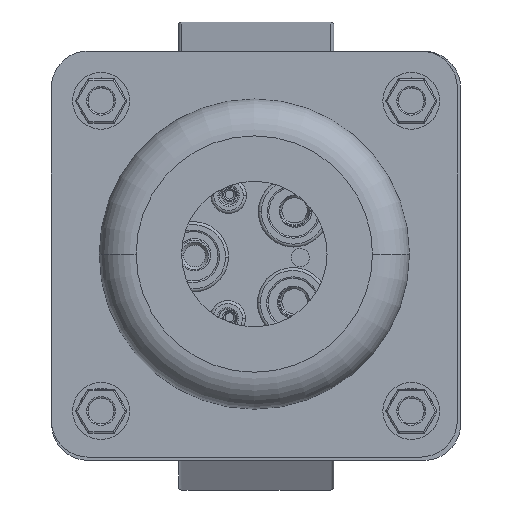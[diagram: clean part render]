
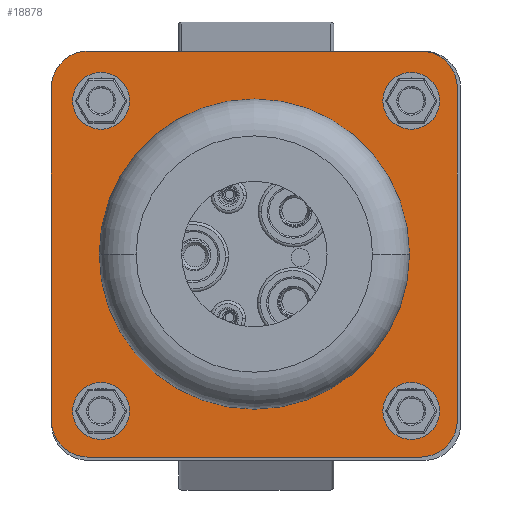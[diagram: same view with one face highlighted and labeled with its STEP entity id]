
A CAD part, front view. The second image highlights one B-rep face of the part: STEP entity #18878.
In plain terms, the highlighted face is planar.
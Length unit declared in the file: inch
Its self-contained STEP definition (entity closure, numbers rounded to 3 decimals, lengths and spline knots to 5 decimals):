
#18349=CARTESIAN_POINT('',(1.12463,0.115,1.12463));
#18350=DIRECTION('',(0.,1.,0.));
#18351=DIRECTION('',(0.,0.,1.));
#18352=AXIS2_PLACEMENT_3D('',#18349,#18350,#18351);
#18354=DIRECTION('',(1.,0.,0.));
#18355=VECTOR('',#18354,2.24926);
#18356=CARTESIAN_POINT('',(-1.12463,0.115,1.37463));
#18357=LINE('',#18356,#18355);
#18358=CARTESIAN_POINT('',(-1.12463,0.115,1.12463));
#18359=DIRECTION('',(0.,1.,0.));
#18360=DIRECTION('',(-1.,0.,0.));
#18361=AXIS2_PLACEMENT_3D('',#18358,#18359,#18360);
#18363=DIRECTION('',(0.,0.,1.));
#18364=VECTOR('',#18363,2.24926);
#18365=CARTESIAN_POINT('',(-1.37463,0.115,-1.12463));
#18366=LINE('',#18365,#18364);
#18367=CARTESIAN_POINT('',(-1.12463,0.115,-1.12463));
#18368=DIRECTION('',(0.,1.,0.));
#18369=DIRECTION('',(0.,0.,-1.));
#18370=AXIS2_PLACEMENT_3D('',#18367,#18368,#18369);
#18372=DIRECTION('',(-1.,0.,0.));
#18373=VECTOR('',#18372,2.24926);
#18374=CARTESIAN_POINT('',(1.12463,0.115,-1.37463));
#18375=LINE('',#18374,#18373);
#18376=CARTESIAN_POINT('',(1.12463,0.115,-1.12463));
#18377=DIRECTION('',(0.,1.,0.));
#18378=DIRECTION('',(1.,0.,0.));
#18379=AXIS2_PLACEMENT_3D('',#18376,#18377,#18378);
#18381=DIRECTION('',(0.,0.,-1.));
#18382=VECTOR('',#18381,2.24926);
#18383=CARTESIAN_POINT('',(1.37463,0.115,1.12463));
#18384=LINE('',#18383,#18382);
#18385=CARTESIAN_POINT('',(-1.04263,0.115,1.03963));
#18386=DIRECTION('',(0.,-1.,0.));
#18387=DIRECTION('',(1.,0.,0.));
#18388=AXIS2_PLACEMENT_3D('',#18385,#18386,#18387);
#18390=CARTESIAN_POINT('',(-1.04263,0.115,1.03963));
#18391=DIRECTION('',(0.,-1.,0.));
#18392=DIRECTION('',(-1.,0.,0.));
#18393=AXIS2_PLACEMENT_3D('',#18390,#18391,#18392);
#18395=CARTESIAN_POINT('',(-1.06463,0.115,-1.06463));
#18396=DIRECTION('',(0.,-1.,0.));
#18397=DIRECTION('',(1.,0.,0.));
#18398=AXIS2_PLACEMENT_3D('',#18395,#18396,#18397);
#18400=CARTESIAN_POINT('',(-1.06463,0.115,-1.06463));
#18401=DIRECTION('',(0.,-1.,0.));
#18402=DIRECTION('',(-1.,0.,0.));
#18403=AXIS2_PLACEMENT_3D('',#18400,#18401,#18402);
#18405=CARTESIAN_POINT('',(1.03763,0.115,1.03763));
#18406=DIRECTION('',(0.,-1.,0.));
#18407=DIRECTION('',(1.,0.,0.));
#18408=AXIS2_PLACEMENT_3D('',#18405,#18406,#18407);
#18410=CARTESIAN_POINT('',(1.03763,0.115,1.03763));
#18411=DIRECTION('',(0.,-1.,0.));
#18412=DIRECTION('',(-1.,0.,0.));
#18413=AXIS2_PLACEMENT_3D('',#18410,#18411,#18412);
#18415=CARTESIAN_POINT('',(1.03763,0.115,-1.06463));
#18416=DIRECTION('',(0.,-1.,0.));
#18417=DIRECTION('',(1.,0.,0.));
#18418=AXIS2_PLACEMENT_3D('',#18415,#18416,#18417);
#18420=CARTESIAN_POINT('',(1.03763,0.115,-1.06463));
#18421=DIRECTION('',(0.,-1.,0.));
#18422=DIRECTION('',(-1.,0.,0.));
#18423=AXIS2_PLACEMENT_3D('',#18420,#18421,#18422);
#18425=CARTESIAN_POINT('',(0.,0.115,0.));
#18426=DIRECTION('',(0.,1.,0.));
#18427=DIRECTION('',(-1.,0.,0.));
#18428=AXIS2_PLACEMENT_3D('',#18425,#18426,#18427);
#18430=CARTESIAN_POINT('',(0.,0.115,0.));
#18431=DIRECTION('',(0.,1.,0.));
#18432=DIRECTION('',(1.,0.,0.));
#18433=AXIS2_PLACEMENT_3D('',#18430,#18431,#18432);
#18575=CARTESIAN_POINT('',(1.37463,0.115,-1.12463));
#18576=VERTEX_POINT('',#18575);
#18577=CARTESIAN_POINT('',(1.12463,0.115,-1.37463));
#18578=VERTEX_POINT('',#18577);
#18583=CARTESIAN_POINT('',(-1.12463,0.115,-1.37463));
#18584=VERTEX_POINT('',#18583);
#18585=CARTESIAN_POINT('',(-1.37463,0.115,-1.12463));
#18586=VERTEX_POINT('',#18585);
#18591=CARTESIAN_POINT('',(-1.37463,0.115,1.12463));
#18592=VERTEX_POINT('',#18591);
#18593=CARTESIAN_POINT('',(-1.12463,0.115,1.37463));
#18594=VERTEX_POINT('',#18593);
#18599=CARTESIAN_POINT('',(1.12463,0.115,1.37463));
#18600=VERTEX_POINT('',#18599);
#18601=CARTESIAN_POINT('',(1.37463,0.115,1.12463));
#18602=VERTEX_POINT('',#18601);
#18607=CARTESIAN_POINT('',(-0.92013,0.115,1.03963));
#18608=CARTESIAN_POINT('',(-1.16513,0.115,1.03963));
#18609=VERTEX_POINT('',#18607);
#18610=VERTEX_POINT('',#18608);
#18615=CARTESIAN_POINT('',(-0.93963,0.115,-1.06463));
#18616=CARTESIAN_POINT('',(-1.18963,0.115,-1.06463));
#18617=VERTEX_POINT('',#18615);
#18618=VERTEX_POINT('',#18616);
#18623=CARTESIAN_POINT('',(1.16263,0.115,1.03763));
#18624=CARTESIAN_POINT('',(0.91263,0.115,1.03763));
#18625=VERTEX_POINT('',#18623);
#18626=VERTEX_POINT('',#18624);
#18631=CARTESIAN_POINT('',(1.16263,0.115,-1.06463));
#18632=CARTESIAN_POINT('',(0.91263,0.115,-1.06463));
#18633=VERTEX_POINT('',#18631);
#18634=VERTEX_POINT('',#18632);
#18635=CARTESIAN_POINT('',(-1.05028,0.115,0.));
#18636=CARTESIAN_POINT('',(1.05028,0.115,0.));
#18637=VERTEX_POINT('',#18635);
#18638=VERTEX_POINT('',#18636);
#18833=CARTESIAN_POINT('',(0.,0.115,0.));
#18834=DIRECTION('',(0.,1.,0.));
#18835=DIRECTION('',(-1.,0.,0.));
#18836=AXIS2_PLACEMENT_3D('',#18833,#18834,#18835);
#18837=PLANE('',#18836);
#18838=ORIENTED_EDGE('',*,*,#18729,.F.);
#18839=ORIENTED_EDGE('',*,*,#18745,.F.);
#18840=ORIENTED_EDGE('',*,*,#18758,.F.);
#18841=ORIENTED_EDGE('',*,*,#18773,.F.);
#18842=ORIENTED_EDGE('',*,*,#18786,.F.);
#18843=ORIENTED_EDGE('',*,*,#18801,.F.);
#18844=ORIENTED_EDGE('',*,*,#18814,.F.);
#18845=ORIENTED_EDGE('',*,*,#18826,.F.);
#18846=EDGE_LOOP('',(#18838,#18839,#18840,#18841,#18842,#18843,#18844,#18845));
#18847=FACE_OUTER_BOUND('',#18846,.F.);
#18849=ORIENTED_EDGE('',*,*,#18848,.F.);
#18851=ORIENTED_EDGE('',*,*,#18850,.F.);
#18852=EDGE_LOOP('',(#18849,#18851));
#18853=FACE_BOUND('',#18852,.F.);
#18855=ORIENTED_EDGE('',*,*,#18854,.F.);
#18857=ORIENTED_EDGE('',*,*,#18856,.F.);
#18858=EDGE_LOOP('',(#18855,#18857));
#18859=FACE_BOUND('',#18858,.F.);
#18861=ORIENTED_EDGE('',*,*,#18860,.F.);
#18863=ORIENTED_EDGE('',*,*,#18862,.F.);
#18864=EDGE_LOOP('',(#18861,#18863));
#18865=FACE_BOUND('',#18864,.F.);
#18867=ORIENTED_EDGE('',*,*,#18866,.F.);
#18869=ORIENTED_EDGE('',*,*,#18868,.F.);
#18870=EDGE_LOOP('',(#18867,#18869));
#18871=FACE_BOUND('',#18870,.F.);
#18873=ORIENTED_EDGE('',*,*,#18872,.T.);
#18875=ORIENTED_EDGE('',*,*,#18874,.T.);
#18876=EDGE_LOOP('',(#18873,#18875));
#18877=FACE_BOUND('',#18876,.F.);
#18878=ADVANCED_FACE('',(#18847,#18853,#18859,#18865,#18871,#18877),#18837,.T.);
#18353=CIRCLE('',#18352,0.25);
#18362=CIRCLE('',#18361,0.25);
#18371=CIRCLE('',#18370,0.25);
#18380=CIRCLE('',#18379,0.25);
#18389=CIRCLE('',#18388,0.1225);
#18394=CIRCLE('',#18393,0.1225);
#18399=CIRCLE('',#18398,0.125);
#18404=CIRCLE('',#18403,0.125);
#18409=CIRCLE('',#18408,0.125);
#18414=CIRCLE('',#18413,0.125);
#18419=CIRCLE('',#18418,0.125);
#18424=CIRCLE('',#18423,0.125);
#18429=CIRCLE('',#18428,1.05028);
#18434=CIRCLE('',#18433,1.05028);
#18729=EDGE_CURVE('',#18600,#18602,#18353,.T.);
#18745=EDGE_CURVE('',#18594,#18600,#18357,.T.);
#18758=EDGE_CURVE('',#18592,#18594,#18362,.T.);
#18773=EDGE_CURVE('',#18586,#18592,#18366,.T.);
#18786=EDGE_CURVE('',#18584,#18586,#18371,.T.);
#18801=EDGE_CURVE('',#18578,#18584,#18375,.T.);
#18814=EDGE_CURVE('',#18576,#18578,#18380,.T.);
#18826=EDGE_CURVE('',#18602,#18576,#18384,.T.);
#18848=EDGE_CURVE('',#18609,#18610,#18389,.T.);
#18850=EDGE_CURVE('',#18610,#18609,#18394,.T.);
#18854=EDGE_CURVE('',#18617,#18618,#18399,.T.);
#18856=EDGE_CURVE('',#18618,#18617,#18404,.T.);
#18860=EDGE_CURVE('',#18625,#18626,#18409,.T.);
#18862=EDGE_CURVE('',#18626,#18625,#18414,.T.);
#18866=EDGE_CURVE('',#18633,#18634,#18419,.T.);
#18868=EDGE_CURVE('',#18634,#18633,#18424,.T.);
#18872=EDGE_CURVE('',#18637,#18638,#18429,.T.);
#18874=EDGE_CURVE('',#18638,#18637,#18434,.T.);
